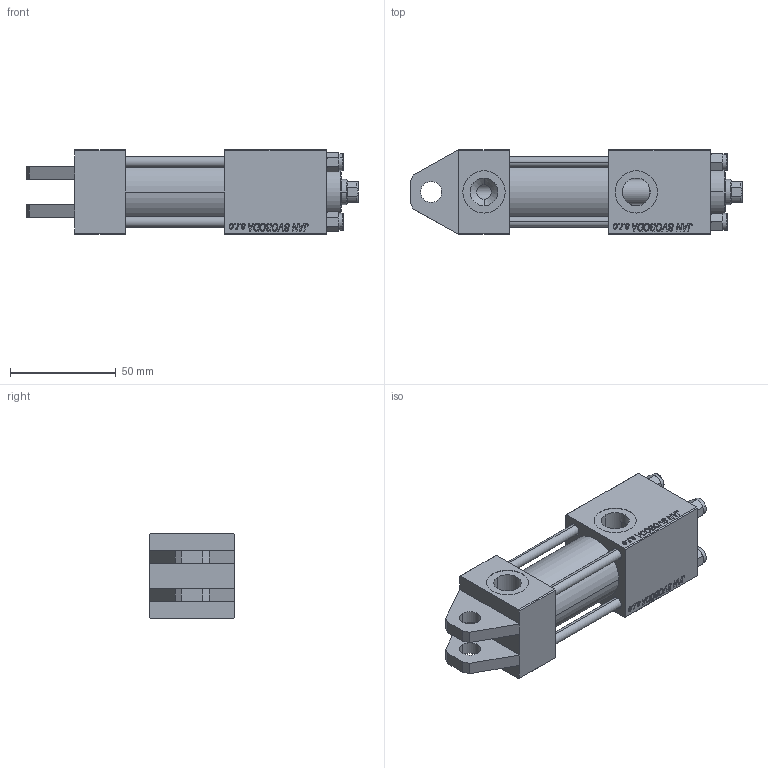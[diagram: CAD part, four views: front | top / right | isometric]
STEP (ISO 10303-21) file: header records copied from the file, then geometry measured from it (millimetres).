
FILE_DESCRIPTION (( 'STEP AP203' ), '1' );
FILE_NAME ('2969.STEP', '2022-04-16T13:51:30', ( '' ), ( '' ), 'SwSTEP 2.0', 'SolidWorks 2019', '' );
FILE_SCHEMA (( 'CONFIG_CONTROL_DESIGN' ));
Length unit declared in the file: millimetre
Products named in the file (6): V215CR_H_Body 86bb0826d961c30c61bbbba3a262dbfc; V215CR_TYCINKA_H 86bb0826d961c30c61bbbba3a262dbfc; 2969; V215_VC_A 86bb0826d961c30c61bbbba3a262dbfc; NUT_M5_H 86bb0826d961c30c61bbbba3a262dbfc; V215CR_VCP_H 86bb0826d961c30c61bbbba3a262dbfc
Assembly tree (11 placements, depth 2):
  2969
    V215CR_H_Body 86bb0826d961c30c61bbbba3a262dbfc
    V215CR_VCP_H 86bb0826d961c30c61bbbba3a262dbfc
    V215CR_TYCINKA_H 86bb0826d961c30c61bbbba3a262dbfc  x4
    NUT_M5_H 86bb0826d961c30c61bbbba3a262dbfc  x4
    V215_VC_A 86bb0826d961c30c61bbbba3a262dbfc
Bounding box: 157 x 40 x 40 mm (x, y, z)
Volume: 149772.9 mm3; surface area: 59607.1 mm2
Topology: 11 solids, 11 shells, 1136 faces, 2856 edges, 1845 vertices
Faces by surface type: plane 517, bspline 392, cone 132, cylinder 87, torus 8
Entity records: 49872 total; most frequent: CARTESIAN_POINT 27028, ORIENTED_EDGE 5196, DIRECTION 3246, EDGE_CURVE 2598, VERTEX_POINT 1701, LINE 1576, VECTOR 1576, EDGE_LOOP 1139
